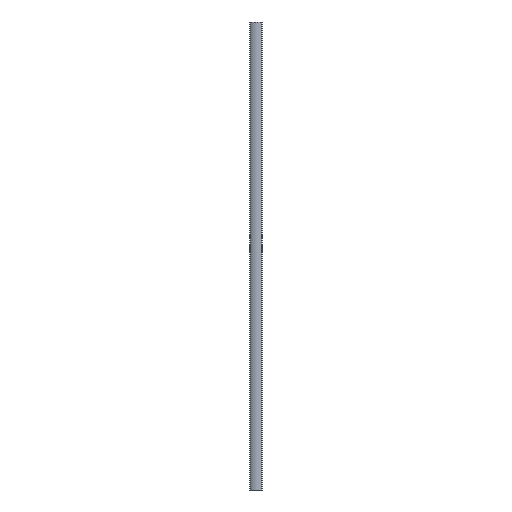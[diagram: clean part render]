
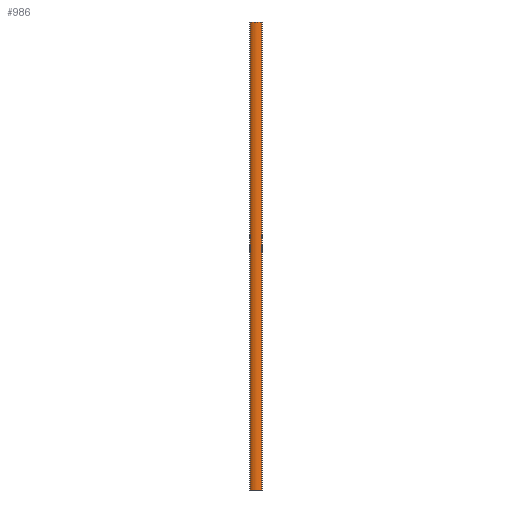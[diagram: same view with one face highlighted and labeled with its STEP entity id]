
A CAD part, front view. The second image highlights one B-rep face of the part: STEP entity #986.
In plain terms, the highlighted cylindrical face has radius 60 mm (diameter 120 mm), a partial arc.
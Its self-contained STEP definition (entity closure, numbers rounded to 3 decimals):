
#259 = CARTESIAN_POINT ( 'NONE',  ( -15.145, -68.724, 0. ) ) ;
#260 = DIRECTION ( 'NONE',  ( 1., 0., 0. ) ) ;
#359 = EDGE_CURVE ( 'NONE', #1199, #2457, #1519, .T. ) ;
#533 = DIRECTION ( 'NONE',  ( 0., 0., -1. ) ) ;
#759 = VECTOR ( 'NONE', #2879, 1000. ) ;
#794 = CARTESIAN_POINT ( 'NONE',  ( -50.914, -20.552, 0. ) ) ;
#810 = VERTEX_POINT ( 'NONE', #2170 ) ;
#875 = FACE_OUTER_BOUND ( 'NONE', #3571, .T. ) ;
#979 = DIRECTION ( 'NONE',  ( 0., 0., 1. ) ) ;
#986 = ADVANCED_FACE ( 'NONE', ( #875 ), #2235, .T. ) ;
#1000 = LINE ( 'NONE', #1293, #1920 ) ;
#1019 = AXIS2_PLACEMENT_3D ( 'NONE', #794, #2114, #1715 ) ;
#1199 = VERTEX_POINT ( 'NONE', #2826 ) ;
#1218 = ORIENTED_EDGE ( 'NONE', *, *, #3195, .T. ) ;
#1232 = CARTESIAN_POINT ( 'NONE',  ( -15.145, -68.724, 3000. ) ) ;
#1293 = CARTESIAN_POINT ( 'NONE',  ( -86.683, -68.724, 3000. ) ) ;
#1438 = ORIENTED_EDGE ( 'NONE', *, *, #359, .T. ) ;
#1519 = CIRCLE ( 'NONE', #1019, 60. ) ;
#1526 = LINE ( 'NONE', #1232, #759 ) ;
#1715 = DIRECTION ( 'NONE',  ( 1., 0., 0. ) ) ;
#1900 = DIRECTION ( 'NONE',  ( -1., 0., 0. ) ) ;
#1920 = VECTOR ( 'NONE', #2359, 1000. ) ;
#2094 = ORIENTED_EDGE ( 'NONE', *, *, #3525, .F. ) ;
#2114 = DIRECTION ( 'NONE',  ( 0., 0., 1. ) ) ;
#2170 = CARTESIAN_POINT ( 'NONE',  ( -86.683, -68.724, 3000. ) ) ;
#2235 = CYLINDRICAL_SURFACE ( 'NONE', #2326, 60. ) ;
#2326 = AXIS2_PLACEMENT_3D ( 'NONE', #3585, #533, #1900 ) ;
#2359 = DIRECTION ( 'NONE',  ( 0., 0., -1. ) ) ;
#2457 = VERTEX_POINT ( 'NONE', #259 ) ;
#2826 = CARTESIAN_POINT ( 'NONE',  ( -86.683, -68.724, 0. ) ) ;
#2879 = DIRECTION ( 'NONE',  ( 0., 0., 1. ) ) ;
#2907 = CARTESIAN_POINT ( 'NONE',  ( -15.145, -68.724, 3000. ) ) ;
#3195 = EDGE_CURVE ( 'NONE', #2457, #3870, #1526, .T. ) ;
#3525 = EDGE_CURVE ( 'NONE', #810, #3870, #4129, .T. ) ;
#3562 = AXIS2_PLACEMENT_3D ( 'NONE', #4028, #979, #260 ) ;
#3571 = EDGE_LOOP ( 'NONE', ( #2094, #3940, #1438, #1218 ) ) ;
#3585 = CARTESIAN_POINT ( 'NONE',  ( -50.914, -20.552, 3000. ) ) ;
#3600 = EDGE_CURVE ( 'NONE', #810, #1199, #1000, .T. ) ;
#3870 = VERTEX_POINT ( 'NONE', #2907 ) ;
#3940 = ORIENTED_EDGE ( 'NONE', *, *, #3600, .T. ) ;
#4028 = CARTESIAN_POINT ( 'NONE',  ( -50.914, -20.552, 3000. ) ) ;
#4129 = CIRCLE ( 'NONE', #3562, 60. ) ;
